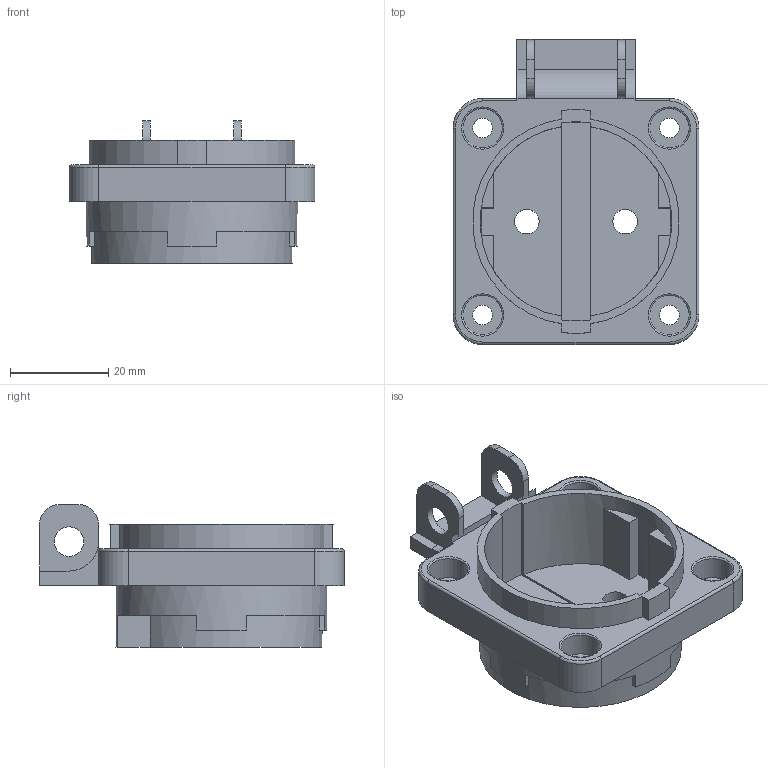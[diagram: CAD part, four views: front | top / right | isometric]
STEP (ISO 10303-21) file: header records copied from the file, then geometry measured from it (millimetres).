
FILE_DESCRIPTION(/* description */ (''),/* implementation_level */ '2;1');
FILE_NAME(/* name */ 'sd.stp',/* time_stamp */ '2018-09-20T18:23:24+02:00',/* author */ ('Ljubko'),/* organization */ (''),/* preprocessor_version */ 'ST-DEVELOPER v16.5',/* originating_system */ 'Autodesk Inventor 2017',/* authorisation */ '');
FILE_SCHEMA (('AUTOMOTIVE_DESIGN { 1 0 10303 214 3 1 1 }'));
Length unit declared in the file: millimetre
Products named in the file (1): sd
Bounding box: 50 x 62 x 29 mm (x, y, z)
Volume: 21937.1 mm3; surface area: 13034.1 mm2
Topology: 1 solids, 1 shells, 110 faces, 291 edges, 190 vertices
Faces by surface type: plane 64, cylinder 38, torus 8
Full cylindrical faces by diameter (mm): 4 x4, 5 x2, 6 x2, 8 x4, 43 x1
Entity records: 3399 total; most frequent: DIRECTION 600, CARTESIAN_POINT 573, ORIENTED_EDGE 546, EDGE_CURVE 273, AXIS2_PLACEMENT_3D 216, VERTEX_POINT 189, LINE 168, VECTOR 168
